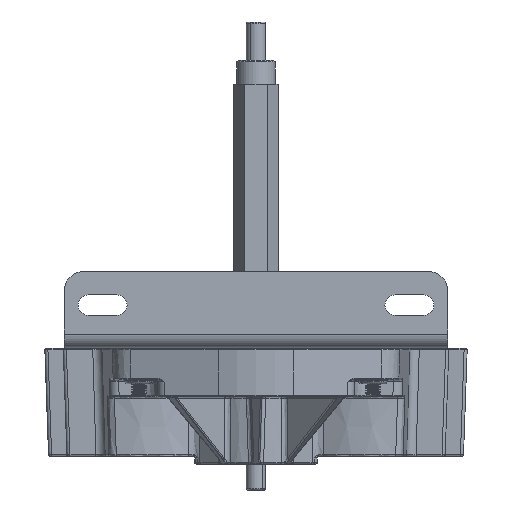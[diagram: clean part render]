
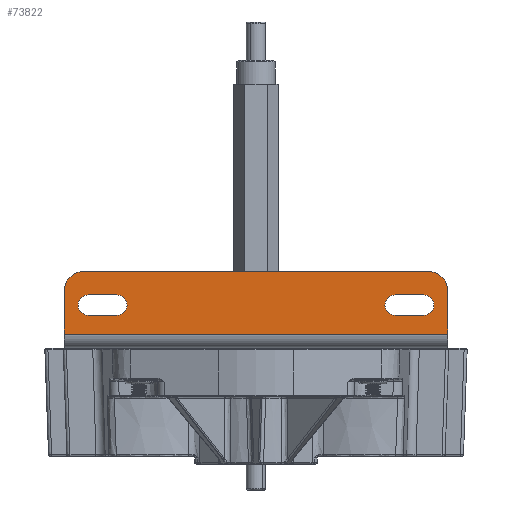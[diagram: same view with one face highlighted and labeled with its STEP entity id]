
A CAD part, front view. The second image highlights one B-rep face of the part: STEP entity #73822.
In plain terms, the highlighted planar face has unit normal (0, -1, 0).
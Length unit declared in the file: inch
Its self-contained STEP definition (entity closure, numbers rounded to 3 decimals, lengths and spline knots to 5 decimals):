
#2928 = AXIS2_PLACEMENT_3D ( 'NONE', #51061, #50676, #73423 ) ;
#4314 = DIRECTION ( 'NONE',  ( -1., 0., 0. ) ) ;
#4506 = CARTESIAN_POINT ( 'NONE',  ( -2.5, -2.5, -0.625 ) ) ;
#4620 = VECTOR ( 'NONE', #50271, 39.37008 ) ;
#4973 = PLANE ( 'NONE',  #60613 ) ;
#5308 = CARTESIAN_POINT ( 'NONE',  ( 2.5, -2.5, 0. ) ) ;
#5963 = CARTESIAN_POINT ( 'NONE',  ( -2.25, -2.5, -0.875 ) ) ;
#6133 = DIRECTION ( 'NONE',  ( 0., 0., 1. ) ) ;
#6288 = AXIS2_PLACEMENT_3D ( 'NONE', #27432, #45165, #74374 ) ;
#6526 = VECTOR ( 'NONE', #14523, 39.37008 ) ;
#7635 = CIRCLE ( 'NONE', #47405, 0.132 ) ;
#8427 = VERTEX_POINT ( 'NONE', #22779 ) ;
#8515 = LINE ( 'NONE', #31516, #58960 ) ;
#8593 = EDGE_CURVE ( 'NONE', #47332, #20644, #23896, .T. ) ;
#10653 = DIRECTION ( 'NONE',  ( 0., 0., -1. ) ) ;
#11344 = ORIENTED_EDGE ( 'NONE', *, *, #16082, .T. ) ;
#11878 = DIRECTION ( 'NONE',  ( 1., 0., 0. ) ) ;
#13103 = EDGE_CURVE ( 'NONE', #14930, #8427, #63667, .T. ) ;
#13858 = VERTEX_POINT ( 'NONE', #74097 ) ;
#14523 = DIRECTION ( 'NONE',  ( -1., 0., 0. ) ) ;
#14719 = CARTESIAN_POINT ( 'NONE',  ( 1.8125, -2.5, -0.3055 ) ) ;
#14930 = VERTEX_POINT ( 'NONE', #41795 ) ;
#15021 = ORIENTED_EDGE ( 'NONE', *, *, #68600, .T. ) ;
#15185 = FACE_BOUND ( 'NONE', #45238, .T. ) ;
#16082 = EDGE_CURVE ( 'NONE', #33064, #17391, #34018, .T. ) ;
#16428 = EDGE_CURVE ( 'NONE', #47166, #20644, #52571, .T. ) ;
#16461 = VERTEX_POINT ( 'NONE', #29491 ) ;
#16578 = CARTESIAN_POINT ( 'NONE',  ( -2.5, -2.5, -0.06 ) ) ;
#16588 = VERTEX_POINT ( 'NONE', #54059 ) ;
#16670 = CARTESIAN_POINT ( 'NONE',  ( -2.5, -2.5, 0. ) ) ;
#17391 = VERTEX_POINT ( 'NONE', #49491 ) ;
#18691 = ORIENTED_EDGE ( 'NONE', *, *, #38224, .T. ) ;
#19452 = CARTESIAN_POINT ( 'NONE',  ( 1.8125, -2.5, -0.4375 ) ) ;
#20644 = VERTEX_POINT ( 'NONE', #16578 ) ;
#20792 = ORIENTED_EDGE ( 'NONE', *, *, #13103, .F. ) ;
#20957 = LINE ( 'NONE', #33009, #31030 ) ;
#21073 = CIRCLE ( 'NONE', #2928, 0.25 ) ;
#21463 = ORIENTED_EDGE ( 'NONE', *, *, #44442, .T. ) ;
#21699 = VECTOR ( 'NONE', #11878, 39.37008 ) ;
#21982 = FACE_OUTER_BOUND ( 'NONE', #65555, .T. ) ;
#22124 = VECTOR ( 'NONE', #35562, 39.37008 ) ;
#22138 = VERTEX_POINT ( 'NONE', #66746 ) ;
#22779 = CARTESIAN_POINT ( 'NONE',  ( 2.1875, -2.5, -0.5695 ) ) ;
#23099 = CARTESIAN_POINT ( 'NONE',  ( -1.8125, -2.5, -0.4375 ) ) ;
#23849 = CARTESIAN_POINT ( 'NONE',  ( -2.5, -2.5, -0.06 ) ) ;
#23896 = LINE ( 'NONE', #57926, #63567 ) ;
#24989 = ORIENTED_EDGE ( 'NONE', *, *, #35549, .T. ) ;
#25910 = DIRECTION ( 'NONE',  ( 1., 0., 0. ) ) ;
#26621 = LINE ( 'NONE', #38643, #6526 ) ;
#27432 = CARTESIAN_POINT ( 'NONE',  ( -2.1875, -2.5, -0.4375 ) ) ;
#28256 = EDGE_LOOP ( 'NONE', ( #67476, #20792, #50082, #67550 ) ) ;
#28736 = DIRECTION ( 'NONE',  ( -1., 0., 0. ) ) ;
#28983 = CIRCLE ( 'NONE', #43437, 0.132 ) ;
#29292 = VECTOR ( 'NONE', #28736, 39.37008 ) ;
#29491 = CARTESIAN_POINT ( 'NONE',  ( -1.8125, -2.5, -0.5695 ) ) ;
#29510 = CARTESIAN_POINT ( 'NONE',  ( 2.5, -2.5, -0.06 ) ) ;
#31030 = VECTOR ( 'NONE', #4314, 39.37008 ) ;
#31516 = CARTESIAN_POINT ( 'NONE',  ( -2.1875, -2.5, -0.3055 ) ) ;
#31778 = EDGE_CURVE ( 'NONE', #16461, #16588, #20957, .T. ) ;
#32999 = DIRECTION ( 'NONE',  ( 0., -1., 0. ) ) ;
#33009 = CARTESIAN_POINT ( 'NONE',  ( -1.8125, -2.5, -0.5695 ) ) ;
#33041 = CIRCLE ( 'NONE', #57224, 0.132 ) ;
#33064 = VERTEX_POINT ( 'NONE', #42622 ) ;
#33737 = DIRECTION ( 'NONE',  ( 0., 0., -1. ) ) ;
#34018 = CIRCLE ( 'NONE', #43654, 0.25 ) ;
#34433 = LINE ( 'NONE', #46886, #22124 ) ;
#35549 = EDGE_CURVE ( 'NONE', #22138, #13858, #8515, .T. ) ;
#35562 = DIRECTION ( 'NONE',  ( -1., 0., 0. ) ) ;
#36627 = CARTESIAN_POINT ( 'NONE',  ( 2.1875, -2.5, -0.3055 ) ) ;
#38224 = EDGE_CURVE ( 'NONE', #13858, #16461, #28983, .T. ) ;
#38643 = CARTESIAN_POINT ( 'NONE',  ( 2.1875, -2.5, -0.3055 ) ) ;
#38936 = FACE_BOUND ( 'NONE', #28256, .T. ) ;
#40410 = DIRECTION ( 'NONE',  ( 0., 0., 1. ) ) ;
#40910 = EDGE_CURVE ( 'NONE', #8427, #44647, #33041, .T. ) ;
#41795 = CARTESIAN_POINT ( 'NONE',  ( 1.8125, -2.5, -0.5695 ) ) ;
#42622 = CARTESIAN_POINT ( 'NONE',  ( 2.25, -2.5, -0.875 ) ) ;
#42830 = DIRECTION ( 'NONE',  ( 0., 0., -1. ) ) ;
#43437 = AXIS2_PLACEMENT_3D ( 'NONE', #23099, #46090, #40410 ) ;
#43654 = AXIS2_PLACEMENT_3D ( 'NONE', #57603, #32999, #33737 ) ;
#44442 = EDGE_CURVE ( 'NONE', #47332, #51789, #21073, .T. ) ;
#44647 = VERTEX_POINT ( 'NONE', #36627 ) ;
#45165 = DIRECTION ( 'NONE',  ( 0., 1., 0. ) ) ;
#45238 = EDGE_LOOP ( 'NONE', ( #18691, #48320, #63616, #24989 ) ) ;
#45604 = EDGE_CURVE ( 'NONE', #44647, #65833, #26621, .T. ) ;
#46090 = DIRECTION ( 'NONE',  ( 0., 1., 0. ) ) ;
#46221 = CARTESIAN_POINT ( 'NONE',  ( 1.8125, -2.5, -0.5695 ) ) ;
#46886 = CARTESIAN_POINT ( 'NONE',  ( -2.5, -2.5, -0.875 ) ) ;
#46889 = ORIENTED_EDGE ( 'NONE', *, *, #8593, .F. ) ;
#47166 = VERTEX_POINT ( 'NONE', #29510 ) ;
#47332 = VERTEX_POINT ( 'NONE', #4506 ) ;
#47405 = AXIS2_PLACEMENT_3D ( 'NONE', #19452, #54599, #42830 ) ;
#48320 = ORIENTED_EDGE ( 'NONE', *, *, #31778, .T. ) ;
#49491 = CARTESIAN_POINT ( 'NONE',  ( 2.5, -2.5, -0.625 ) ) ;
#49697 = DIRECTION ( 'NONE',  ( 0., -1., 0. ) ) ;
#50082 = ORIENTED_EDGE ( 'NONE', *, *, #58939, .F. ) ;
#50271 = DIRECTION ( 'NONE',  ( 0., 0., 1. ) ) ;
#50676 = DIRECTION ( 'NONE',  ( 0., -1., 0. ) ) ;
#51061 = CARTESIAN_POINT ( 'NONE',  ( -2.25, -2.5, -0.625 ) ) ;
#51789 = VERTEX_POINT ( 'NONE', #5963 ) ;
#52571 = LINE ( 'NONE', #23849, #29292 ) ;
#54059 = CARTESIAN_POINT ( 'NONE',  ( -2.1875, -2.5, -0.5695 ) ) ;
#54277 = DIRECTION ( 'NONE',  ( 0., 0., -1. ) ) ;
#54599 = DIRECTION ( 'NONE',  ( 0., -1., 0. ) ) ;
#57224 = AXIS2_PLACEMENT_3D ( 'NONE', #61450, #49697, #54277 ) ;
#57603 = CARTESIAN_POINT ( 'NONE',  ( 2.25, -2.5, -0.625 ) ) ;
#57926 = CARTESIAN_POINT ( 'NONE',  ( -2.5, -2.5, 0. ) ) ;
#58939 = EDGE_CURVE ( 'NONE', #65833, #14930, #7635, .T. ) ;
#58960 = VECTOR ( 'NONE', #25910, 39.37008 ) ;
#60613 = AXIS2_PLACEMENT_3D ( 'NONE', #16670, #73805, #10653 ) ;
#61450 = CARTESIAN_POINT ( 'NONE',  ( 2.1875, -2.5, -0.4375 ) ) ;
#61719 = EDGE_CURVE ( 'NONE', #33064, #51789, #34433, .T. ) ;
#62397 = LINE ( 'NONE', #5308, #4620 ) ;
#63567 = VECTOR ( 'NONE', #6133, 39.37008 ) ;
#63616 = ORIENTED_EDGE ( 'NONE', *, *, #74539, .T. ) ;
#63667 = LINE ( 'NONE', #46221, #21699 ) ;
#65420 = CIRCLE ( 'NONE', #6288, 0.132 ) ;
#65555 = EDGE_LOOP ( 'NONE', ( #46889, #21463, #68226, #11344, #15021, #67983 ) ) ;
#65833 = VERTEX_POINT ( 'NONE', #14719 ) ;
#66746 = CARTESIAN_POINT ( 'NONE',  ( -2.1875, -2.5, -0.3055 ) ) ;
#67476 = ORIENTED_EDGE ( 'NONE', *, *, #40910, .F. ) ;
#67550 = ORIENTED_EDGE ( 'NONE', *, *, #45604, .F. ) ;
#67983 = ORIENTED_EDGE ( 'NONE', *, *, #16428, .T. ) ;
#68226 = ORIENTED_EDGE ( 'NONE', *, *, #61719, .F. ) ;
#68600 = EDGE_CURVE ( 'NONE', #17391, #47166, #62397, .T. ) ;
#73423 = DIRECTION ( 'NONE',  ( 0., 0., -1. ) ) ;
#73805 = DIRECTION ( 'NONE',  ( 0., -1., 0. ) ) ;
#73822 = ADVANCED_FACE ( 'NONE', ( #15185, #38936, #21982 ), #4973, .T. ) ;
#74097 = CARTESIAN_POINT ( 'NONE',  ( -1.8125, -2.5, -0.3055 ) ) ;
#74374 = DIRECTION ( 'NONE',  ( 0., 0., 1. ) ) ;
#74539 = EDGE_CURVE ( 'NONE', #16588, #22138, #65420, .T. ) ;
